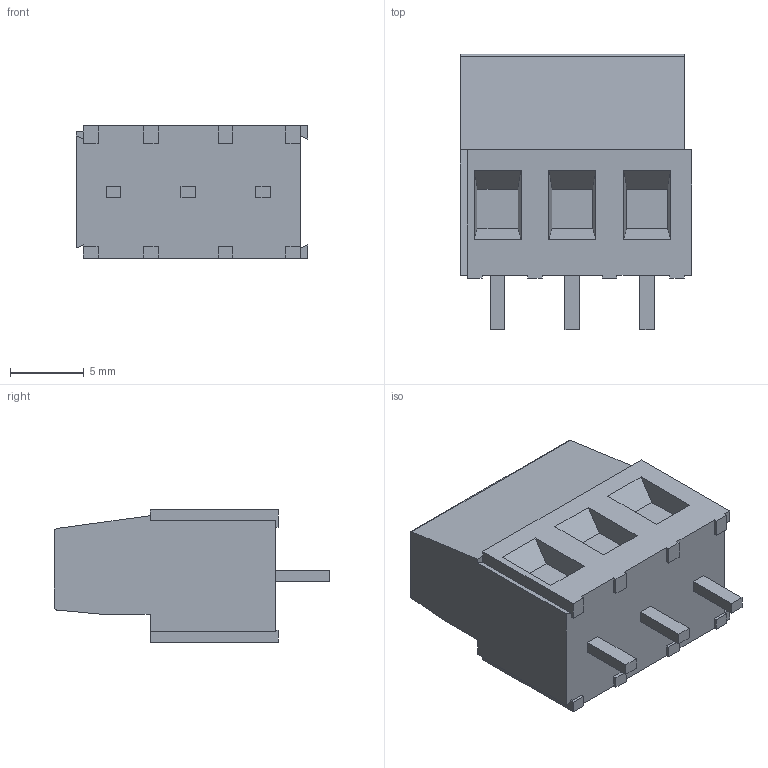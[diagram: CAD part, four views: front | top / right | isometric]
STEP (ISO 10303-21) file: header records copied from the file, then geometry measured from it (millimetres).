
FILE_DESCRIPTION(('STEP AP214'),'1');
FILE_NAME('12h8420_282841-3.stp','2017-05-21T20:10:50',('TraceParts'),('TraceParts S.A.'),'Spatial InterOp 3D',' ',' ');
FILE_SCHEMA(('automotive_design'));
Length unit declared in the file: millimetre
Products named in the file (1): 12h8420_282841-3
Bounding box: 15.74 x 18.7 x 9 mm (x, y, z)
Volume: 1682.1 mm3; surface area: 1146 mm2
Topology: 1 solids, 1 shells, 148 faces, 359 edges, 237 vertices
Faces by surface type: plane 122, cylinder 14, torus 12
Entity records: 7402 total; most frequent: CARTESIAN_POINT 913, ORIENTED_EDGE 718, DIRECTION 703, STYLED_ITEM 502, PRESENTATION_STYLE_ASSIGNMENT 502, COLOUR_RGB 502, EDGE_CURVE 359, CURVE_STYLE 353
